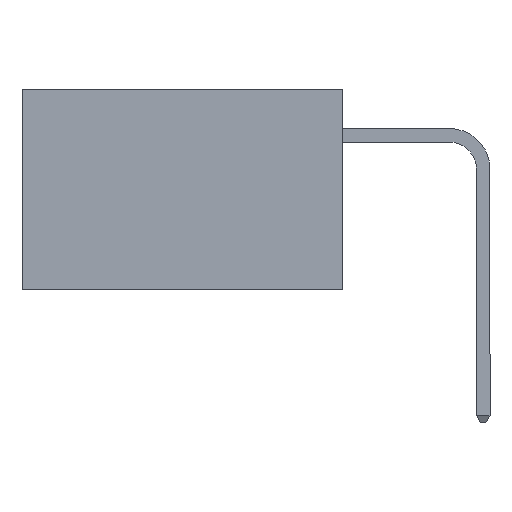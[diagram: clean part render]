
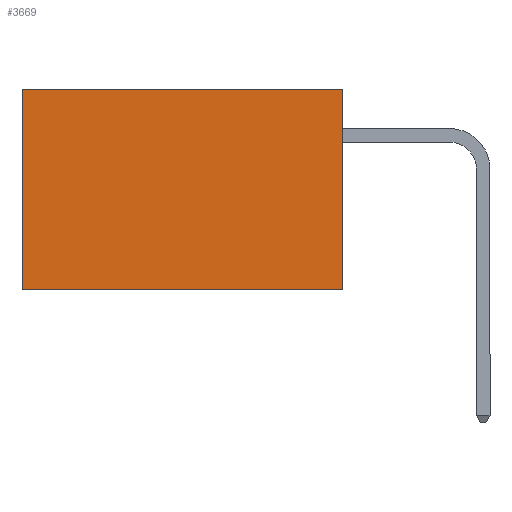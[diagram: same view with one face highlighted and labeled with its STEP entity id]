
A CAD part, left-side view. The second image highlights one B-rep face of the part: STEP entity #3669.
In plain terms, the highlighted planar face has unit normal (-1, 0, 0).
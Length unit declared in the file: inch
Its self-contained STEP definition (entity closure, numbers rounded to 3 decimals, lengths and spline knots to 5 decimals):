
#60 = CARTESIAN_POINT ( 'NONE',  ( 0.277, 0., -0.37 ) ) ;
#155 = DIRECTION ( 'NONE',  ( 0., 1., 0. ) ) ;
#711 = LINE ( 'NONE', #1115, #8840 ) ;
#1075 = DIRECTION ( 'NONE',  ( 1., 0., 0. ) ) ;
#1115 = CARTESIAN_POINT ( 'NONE',  ( 0.277, 0., -0.37 ) ) ;
#1502 = DIRECTION ( 'NONE',  ( 0., 0., -1. ) ) ;
#2084 = ORIENTED_EDGE ( 'NONE', *, *, #6076, .T. ) ;
#2230 = CARTESIAN_POINT ( 'NONE',  ( 0.277, 0.59, 0. ) ) ;
#2313 = AXIS2_PLACEMENT_3D ( 'NONE', #60, #1075, #7057 ) ;
#2731 = EDGE_LOOP ( 'NONE', ( #2084, #3686, #7957, #8021 ) ) ;
#3108 = VECTOR ( 'NONE', #5333, 39.37008 ) ;
#3339 = VECTOR ( 'NONE', #5326, 39.37008 ) ;
#3497 = FACE_OUTER_BOUND ( 'NONE', #2731, .T. ) ;
#3584 = EDGE_CURVE ( 'NONE', #5750, #5030, #711, .T. ) ;
#3658 = EDGE_CURVE ( 'NONE', #5030, #7931, #5496, .T. ) ;
#3669 = ADVANCED_FACE ( 'NONE', ( #3497 ), #6669, .F. ) ;
#3686 = ORIENTED_EDGE ( 'NONE', *, *, #3658, .F. ) ;
#4353 = VERTEX_POINT ( 'NONE', #2230 ) ;
#4831 = CARTESIAN_POINT ( 'NONE',  ( 0.277, 0., -0.37 ) ) ;
#5030 = VERTEX_POINT ( 'NONE', #4831 ) ;
#5326 = DIRECTION ( 'NONE',  ( 0., 0., -1. ) ) ;
#5333 = DIRECTION ( 'NONE',  ( 0., 1., 0. ) ) ;
#5339 = LINE ( 'NONE', #5344, #3339 ) ;
#5344 = CARTESIAN_POINT ( 'NONE',  ( 0.277, 0.59, -0.37 ) ) ;
#5496 = LINE ( 'NONE', #9068, #7456 ) ;
#5750 = VERTEX_POINT ( 'NONE', #7539 ) ;
#5837 = CARTESIAN_POINT ( 'NONE',  ( 0.277, 0., 0. ) ) ;
#6076 = EDGE_CURVE ( 'NONE', #4353, #7931, #5339, .T. ) ;
#6086 = EDGE_CURVE ( 'NONE', #5750, #4353, #7056, .T. ) ;
#6669 = PLANE ( 'NONE',  #2313 ) ;
#7056 = LINE ( 'NONE', #5837, #3108 ) ;
#7057 = DIRECTION ( 'NONE',  ( 0., 0., -1. ) ) ;
#7456 = VECTOR ( 'NONE', #155, 39.37008 ) ;
#7539 = CARTESIAN_POINT ( 'NONE',  ( 0.277, 0., 0. ) ) ;
#7931 = VERTEX_POINT ( 'NONE', #9564 ) ;
#7957 = ORIENTED_EDGE ( 'NONE', *, *, #3584, .F. ) ;
#8021 = ORIENTED_EDGE ( 'NONE', *, *, #6086, .T. ) ;
#8840 = VECTOR ( 'NONE', #1502, 39.37008 ) ;
#9068 = CARTESIAN_POINT ( 'NONE',  ( 0.277, 0., -0.37 ) ) ;
#9564 = CARTESIAN_POINT ( 'NONE',  ( 0.277, 0.59, -0.37 ) ) ;
